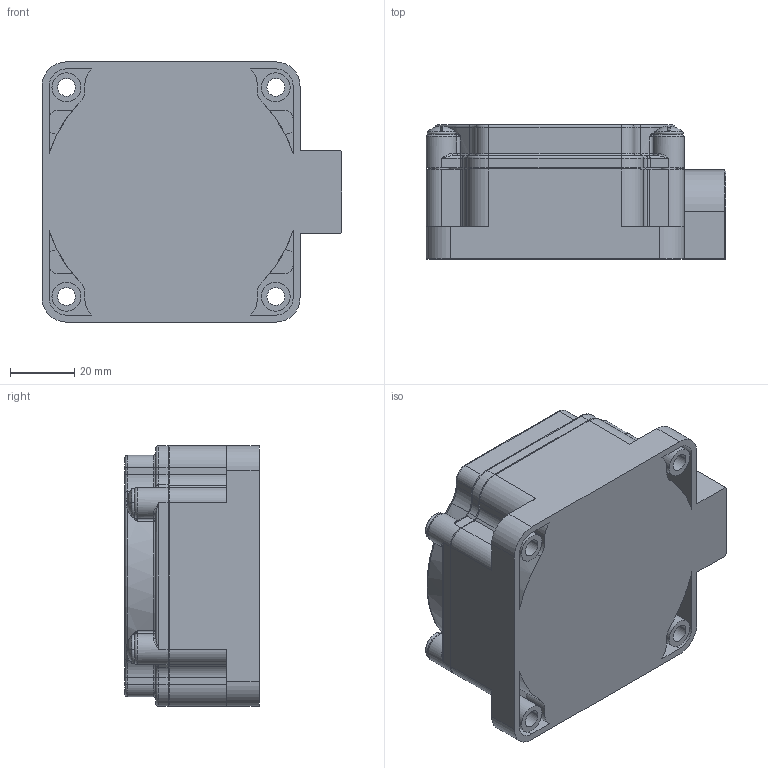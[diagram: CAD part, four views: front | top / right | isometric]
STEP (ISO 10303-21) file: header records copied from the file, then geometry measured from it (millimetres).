
FILE_DESCRIPTION((''),'2;1');
FILE_NAME('144867_SW','2009-03-26T',('banengservice'),('BANNER ENGINEERING'),'PRO/ENGINEER BY PARAMETRIC TECHNOLOGY CORPORATION, 2006170','PRO/ENGINEER BY PARAMETRIC TECHNOLOGY CORPORATION, 2006170','');
FILE_SCHEMA(('CONFIG_CONTROL_DESIGN'));
Length unit declared in the file: inch
Products named in the file (1): 144867_SW
Bounding box: 93.14 x 41.65 x 80.85 mm (x, y, z)
Volume: 82621.9 mm3; surface area: 65244.1 mm2
Topology: 1 solids, 1 shells, 901 faces, 2361 edges, 1518 vertices
Faces by surface type: plane 475, cylinder 230, torus 82, cone 44, sphere 40, bspline 30
Entity records: 32174 total; most frequent: CARTESIAN_POINT 9391, DIRECTION 4946, ORIENTED_EDGE 4722, EDGE_CURVE 2361, AXIS2_PLACEMENT_3D 1843, VERTEX_POINT 1518, VECTOR 1260, LINE 1260
